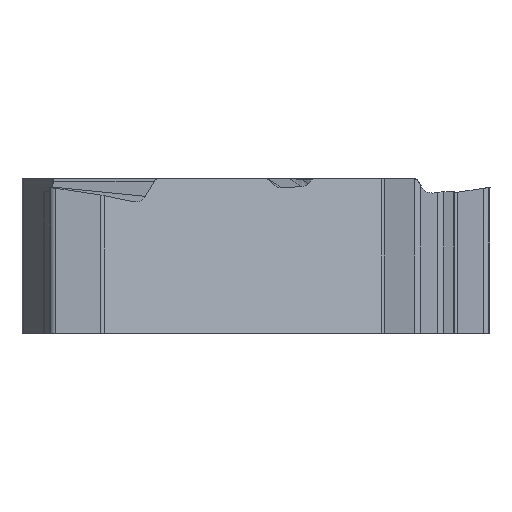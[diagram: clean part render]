
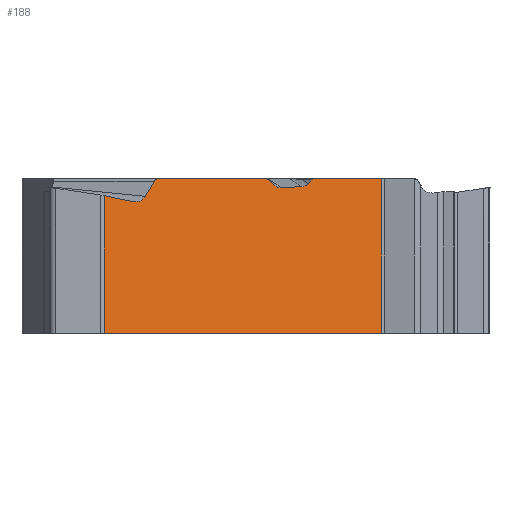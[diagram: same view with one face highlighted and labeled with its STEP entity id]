
A CAD part, front view. The second image highlights one B-rep face of the part: STEP entity #188.
In plain terms, the highlighted planar face has unit normal (0.5, -0.866, 0).
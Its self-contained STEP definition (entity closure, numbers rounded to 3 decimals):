
#188=ADVANCED_FACE('',(#337),#285,.F.);
#285=PLANE('',#2107);
#337=FACE_OUTER_BOUND('',#440,.T.);
#440=EDGE_LOOP('',(#674,#675,#676,#677,#678,#679,#680,#681,#682,#683,#684,
#685,#686,#687,#688,#689));
#546=ELLIPSE('',#2103,0.177,0.15);
#547=ELLIPSE('',#2104,0.379,0.33);
#548=ELLIPSE('',#2105,0.15,0.15);
#549=ELLIPSE('',#2106,0.167,0.15);
#674=ORIENTED_EDGE('',*,*,#1434,.F.);
#675=ORIENTED_EDGE('',*,*,#1435,.T.);
#676=ORIENTED_EDGE('',*,*,#1436,.F.);
#677=ORIENTED_EDGE('',*,*,#1437,.T.);
#678=ORIENTED_EDGE('',*,*,#1438,.F.);
#679=ORIENTED_EDGE('',*,*,#1439,.T.);
#680=ORIENTED_EDGE('',*,*,#1440,.F.);
#681=ORIENTED_EDGE('',*,*,#1441,.T.);
#682=ORIENTED_EDGE('',*,*,#1442,.F.);
#683=ORIENTED_EDGE('',*,*,#1443,.F.);
#684=ORIENTED_EDGE('',*,*,#1444,.F.);
#685=ORIENTED_EDGE('',*,*,#1445,.F.);
#686=ORIENTED_EDGE('',*,*,#1446,.F.);
#687=ORIENTED_EDGE('',*,*,#1447,.F.);
#688=ORIENTED_EDGE('',*,*,#1448,.F.);
#689=ORIENTED_EDGE('',*,*,#1449,.F.);
#1224=VERTEX_POINT('',#3251);
#1225=VERTEX_POINT('',#3252);
#1226=VERTEX_POINT('',#3254);
#1227=VERTEX_POINT('',#3256);
#1228=VERTEX_POINT('',#3258);
#1229=VERTEX_POINT('',#3260);
#1230=VERTEX_POINT('',#3262);
#1231=VERTEX_POINT('',#3264);
#1232=VERTEX_POINT('',#3266);
#1233=VERTEX_POINT('',#3268);
#1234=VERTEX_POINT('',#3270);
#1235=VERTEX_POINT('',#3272);
#1236=VERTEX_POINT('',#3286);
#1237=VERTEX_POINT('',#3288);
#1238=VERTEX_POINT('',#3302);
#1239=VERTEX_POINT('',#3304);
#1434=EDGE_CURVE('',#1224,#1225,#1692,.T.);
#1435=EDGE_CURVE('',#1224,#1226,#546,.T.);
#1436=EDGE_CURVE('',#1227,#1226,#1693,.T.);
#1437=EDGE_CURVE('',#1227,#1228,#547,.T.);
#1438=EDGE_CURVE('',#1229,#1228,#1694,.T.);
#1439=EDGE_CURVE('',#1229,#1230,#1695,.T.);
#1440=EDGE_CURVE('',#1231,#1230,#1696,.T.);
#1441=EDGE_CURVE('',#1231,#1232,#1697,.T.);
#1442=EDGE_CURVE('',#1233,#1232,#1698,.T.);
#1443=EDGE_CURVE('',#1234,#1233,#548,.T.);
#1444=EDGE_CURVE('',#1235,#1234,#1699,.T.);
#1445=EDGE_CURVE('',#1236,#1235,#2004,.T.);
#1446=EDGE_CURVE('',#1237,#1236,#1700,.T.);
#1447=EDGE_CURVE('',#1238,#1237,#2005,.T.);
#1448=EDGE_CURVE('',#1239,#1238,#1701,.T.);
#1449=EDGE_CURVE('',#1225,#1239,#549,.T.);
#1692=LINE('',#3250,#1861);
#1693=LINE('',#3255,#1862);
#1694=LINE('',#3259,#1863);
#1695=LINE('',#3261,#1864);
#1696=LINE('',#3263,#1865);
#1697=LINE('',#3265,#1866);
#1698=LINE('',#3267,#1867);
#1699=LINE('',#3271,#1868);
#1700=LINE('',#3287,#1869);
#1701=LINE('',#3303,#1870);
#1861=VECTOR('',#2390,1.);
#1862=VECTOR('',#2393,1.);
#1863=VECTOR('',#2396,1.);
#1864=VECTOR('',#2397,1.);
#1865=VECTOR('',#2398,1.);
#1866=VECTOR('',#2399,1.);
#1867=VECTOR('',#2400,1.);
#1868=VECTOR('',#2403,1.);
#1869=VECTOR('',#2404,1.);
#1870=VECTOR('',#2405,1.);
#2004=B_SPLINE_CURVE_WITH_KNOTS('',3,(#3273,#3274,#3275,#3276,#3277,#3278,
#3279,#3280,#3281,#3282,#3283,#3284,#3285),.UNSPECIFIED.,.F.,.F.,(4,3,3,
3,4),(0.,0.249,0.498,0.746,1.),
 .UNSPECIFIED.);
#2005=B_SPLINE_CURVE_WITH_KNOTS('',3,(#3289,#3290,#3291,#3292,#3293,#3294,
#3295,#3296,#3297,#3298,#3299,#3300,#3301),.UNSPECIFIED.,.F.,.F.,(4,3,3,
3,4),(0.,0.234,0.468,0.701,1.),
 .UNSPECIFIED.);
#2103=AXIS2_PLACEMENT_3D('',#3253,#2391,#2392);
#2104=AXIS2_PLACEMENT_3D('',#3257,#2394,#2395);
#2105=AXIS2_PLACEMENT_3D('',#3269,#2401,#2402);
#2106=AXIS2_PLACEMENT_3D('',#3305,#2406,#2407);
#2107=AXIS2_PLACEMENT_3D('',#3306,#2408,#2409);
#2390=DIRECTION('',(0.866,0.5,0.));
#2391=DIRECTION('',(0.5,-0.866,0.));
#2392=DIRECTION('',(0.866,0.5,0.));
#2393=DIRECTION('',(0.497,0.287,0.819));
#2394=DIRECTION('',(-0.5,0.866,0.));
#2395=DIRECTION('',(-0.853,-0.492,0.174));
#2396=DIRECTION('',(0.853,0.492,-0.174));
#2397=DIRECTION('',(0.,0.,-1.));
#2398=DIRECTION('',(-0.866,-0.5,0.));
#2399=DIRECTION('',(0.,0.,1.));
#2400=DIRECTION('',(0.866,0.5,0.));
#2401=DIRECTION('',(-0.5,0.866,0.));
#2402=DIRECTION('',(0.866,0.5,0.));
#2403=DIRECTION('',(0.658,0.38,0.651));
#2404=DIRECTION('',(0.865,0.5,0.043));
#2405=DIRECTION('',(0.686,0.396,-0.611));
#2406=DIRECTION('',(-0.5,0.866,0.));
#2407=DIRECTION('',(-0.866,-0.5,0.));
#2408=DIRECTION('',(-0.5,0.866,0.));
#2409=DIRECTION('',(0.,0.,-1.));
#3250=CARTESIAN_POINT('',(5.129,-2.538,0.25));
#3251=CARTESIAN_POINT('',(-1.03,-6.094,0.25));
#3252=CARTESIAN_POINT('',(1.861,-4.425,0.25));
#3253=CARTESIAN_POINT('',(-1.03,-6.094,0.1));
#3254=CARTESIAN_POINT('',(-1.162,-6.17,0.177));
#3255=CARTESIAN_POINT('',(1.194,-4.81,4.062));
#3256=CARTESIAN_POINT('',(-1.412,-6.314,-0.235));
#3257=CARTESIAN_POINT('',(-1.693,-6.477,-0.052));
#3258=CARTESIAN_POINT('',(-1.742,-6.505,-0.377));
#3259=CARTESIAN_POINT('',(4.866,-2.69,-1.723));
#3260=CARTESIAN_POINT('',(-2.525,-6.957,-0.218));
#3261=CARTESIAN_POINT('',(-2.525,-6.957,-5.47));
#3262=CARTESIAN_POINT('',(-2.525,-6.957,-3.97));
#3263=CARTESIAN_POINT('',(-0.367,-5.711,-3.97));
#3264=CARTESIAN_POINT('',(5.036,-2.592,-3.97));
#3265=CARTESIAN_POINT('',(5.036,-2.592,3.25));
#3266=CARTESIAN_POINT('',(5.036,-2.592,0.25));
#3267=CARTESIAN_POINT('',(-0.367,-5.711,0.25));
#3268=CARTESIAN_POINT('',(3.222,-3.639,0.25));
#3269=CARTESIAN_POINT('',(3.222,-3.639,0.1));
#3270=CARTESIAN_POINT('',(3.137,-3.688,0.214));
#3271=CARTESIAN_POINT('',(1.025,-4.907,-1.876));
#3272=CARTESIAN_POINT('',(3.029,-3.75,0.107));
#3273=CARTESIAN_POINT('',(2.857,-3.85,0.028));
#3274=CARTESIAN_POINT('',(2.873,-3.841,0.029));
#3275=CARTESIAN_POINT('',(2.888,-3.832,0.032));
#3276=CARTESIAN_POINT('',(2.904,-3.823,0.035));
#3277=CARTESIAN_POINT('',(2.919,-3.814,0.039));
#3278=CARTESIAN_POINT('',(2.934,-3.805,0.044));
#3279=CARTESIAN_POINT('',(2.949,-3.797,0.051));
#3280=CARTESIAN_POINT('',(2.963,-3.789,0.058));
#3281=CARTESIAN_POINT('',(2.977,-3.78,0.066));
#3282=CARTESIAN_POINT('',(2.99,-3.773,0.075));
#3283=CARTESIAN_POINT('',(3.004,-3.765,0.084));
#3284=CARTESIAN_POINT('',(3.017,-3.757,0.095));
#3285=CARTESIAN_POINT('',(3.029,-3.75,0.107));
#3286=CARTESIAN_POINT('',(2.857,-3.85,0.028));
#3287=CARTESIAN_POINT('',(-0.362,-5.708,-0.13));
#3288=CARTESIAN_POINT('',(2.296,-4.173,0.001));
#3289=CARTESIAN_POINT('',(2.124,-4.273,0.063));
#3290=CARTESIAN_POINT('',(2.136,-4.266,0.052));
#3291=CARTESIAN_POINT('',(2.148,-4.259,0.043));
#3292=CARTESIAN_POINT('',(2.161,-4.252,0.036));
#3293=CARTESIAN_POINT('',(2.173,-4.245,0.028));
#3294=CARTESIAN_POINT('',(2.186,-4.237,0.021));
#3295=CARTESIAN_POINT('',(2.2,-4.229,0.016));
#3296=CARTESIAN_POINT('',(2.214,-4.221,0.011));
#3297=CARTESIAN_POINT('',(2.228,-4.213,0.007));
#3298=CARTESIAN_POINT('',(2.242,-4.205,0.004));
#3299=CARTESIAN_POINT('',(2.26,-4.195,0.001));
#3300=CARTESIAN_POINT('',(2.278,-4.184,0.));
#3301=CARTESIAN_POINT('',(2.296,-4.173,0.001));
#3302=CARTESIAN_POINT('',(2.124,-4.273,0.063));
#3303=CARTESIAN_POINT('',(4.034,-3.17,-1.639));
#3304=CARTESIAN_POINT('',(1.954,-4.371,0.214));
#3305=CARTESIAN_POINT('',(1.861,-4.425,0.1));
#3306=CARTESIAN_POINT('',(-0.367,-5.711,0.));
